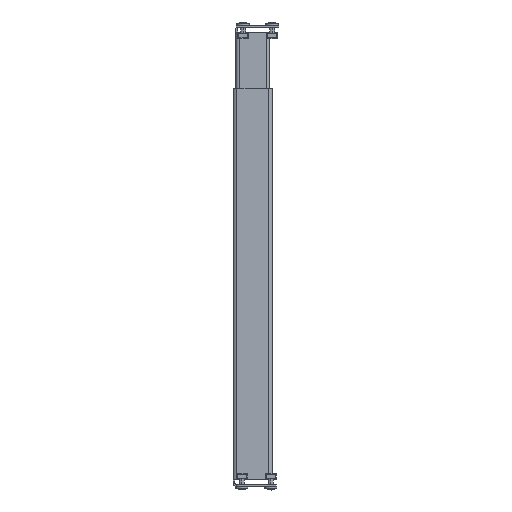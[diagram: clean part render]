
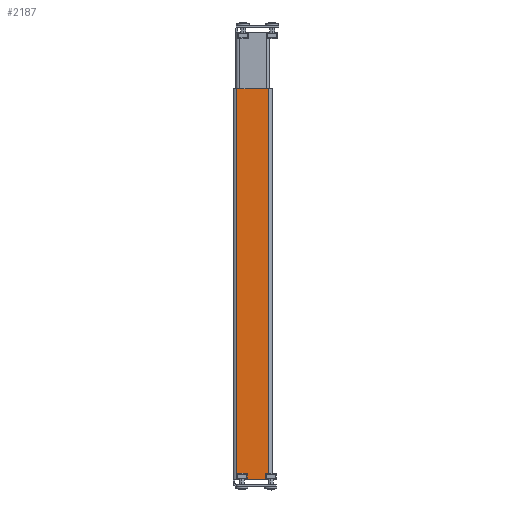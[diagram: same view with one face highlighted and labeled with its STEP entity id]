
A CAD part, left-side view. The second image highlights one B-rep face of the part: STEP entity #2187.
In plain terms, the highlighted planar face has unit normal (-1, 0, 0).
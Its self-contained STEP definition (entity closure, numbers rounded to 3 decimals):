
#500 = EDGE_CURVE ( 'NONE', #7907, #2206, #12339, .T. ) ;
#815 = CARTESIAN_POINT ( 'NONE',  ( -222., -41., -211.5 ) ) ;
#2187 = ADVANCED_FACE ( 'NONE', ( #4432 ), #12818, .F. ) ;
#2206 = VERTEX_POINT ( 'NONE', #12216 ) ;
#2812 = CARTESIAN_POINT ( 'NONE',  ( -222., -39., -211.5 ) ) ;
#2829 = ORIENTED_EDGE ( 'NONE', *, *, #15249, .T. ) ;
#3672 = CARTESIAN_POINT ( 'NONE',  ( -222., -4., 216.5 ) ) ;
#4311 = EDGE_CURVE ( 'NONE', #2206, #15504, #6635, .T. ) ;
#4422 = LINE ( 'NONE', #7721, #11518 ) ;
#4432 = FACE_OUTER_BOUND ( 'NONE', #6066, .T. ) ;
#6066 = EDGE_LOOP ( 'NONE', ( #2829, #8614, #9860, #10334 ) ) ;
#6086 = LINE ( 'NONE', #6183, #12518 ) ;
#6183 = CARTESIAN_POINT ( 'NONE',  ( -222., -39., -211.5 ) ) ;
#6210 = DIRECTION ( 'NONE',  ( 0., 0., 1. ) ) ;
#6622 = VECTOR ( 'NONE', #11097, 1000. ) ;
#6635 = LINE ( 'NONE', #12332, #6622 ) ;
#7027 = CARTESIAN_POINT ( 'NONE',  ( -222., -39., 216.5 ) ) ;
#7617 = DIRECTION ( 'NONE',  ( 0., -1., 0. ) ) ;
#7721 = CARTESIAN_POINT ( 'NONE',  ( -222., -2., 216.5 ) ) ;
#7907 = VERTEX_POINT ( 'NONE', #2812 ) ;
#8614 = ORIENTED_EDGE ( 'NONE', *, *, #13734, .F. ) ;
#9860 = ORIENTED_EDGE ( 'NONE', *, *, #4311, .F. ) ;
#10247 = VERTEX_POINT ( 'NONE', #7027 ) ;
#10334 = ORIENTED_EDGE ( 'NONE', *, *, #500, .F. ) ;
#11097 = DIRECTION ( 'NONE',  ( 0., 0., 1. ) ) ;
#11518 = VECTOR ( 'NONE', #7617, 1000. ) ;
#11813 = AXIS2_PLACEMENT_3D ( 'NONE', #12896, #12778, #12721 ) ;
#12197 = VECTOR ( 'NONE', #14687, 1000. ) ;
#12216 = CARTESIAN_POINT ( 'NONE',  ( -222., -4., -211.5 ) ) ;
#12332 = CARTESIAN_POINT ( 'NONE',  ( -222., -4., 216.5 ) ) ;
#12339 = LINE ( 'NONE', #815, #12197 ) ;
#12518 = VECTOR ( 'NONE', #6210, 1000. ) ;
#12721 = DIRECTION ( 'NONE',  ( 0., 1., 0. ) ) ;
#12778 = DIRECTION ( 'NONE',  ( 1., 0., 0. ) ) ;
#12818 = PLANE ( 'NONE',  #11813 ) ;
#12896 = CARTESIAN_POINT ( 'NONE',  ( -222., -41., 216.5 ) ) ;
#13734 = EDGE_CURVE ( 'NONE', #15504, #10247, #4422, .T. ) ;
#14687 = DIRECTION ( 'NONE',  ( 0., 1., 0. ) ) ;
#15249 = EDGE_CURVE ( 'NONE', #7907, #10247, #6086, .T. ) ;
#15504 = VERTEX_POINT ( 'NONE', #3672 ) ;
